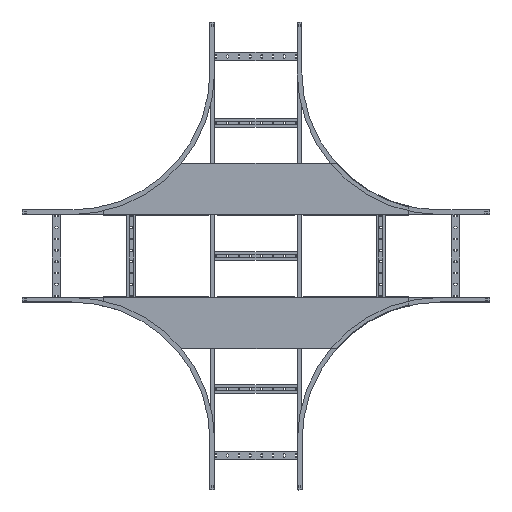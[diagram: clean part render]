
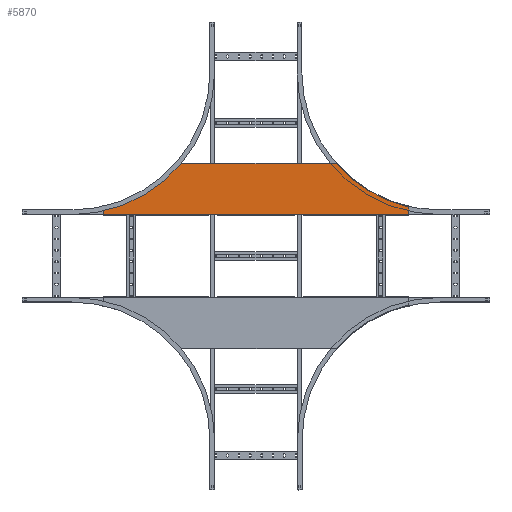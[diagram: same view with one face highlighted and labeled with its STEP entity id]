
A CAD part, top view. The second image highlights one B-rep face of the part: STEP entity #5870.
In plain terms, the highlighted face is planar.
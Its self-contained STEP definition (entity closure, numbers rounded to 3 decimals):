
#57 = DIRECTION ( 'NONE',  ( 0., 0., -1. ) ) ;
#313 = ORIENTED_EDGE ( 'NONE', *, *, #7596, .F. ) ;
#450 = CARTESIAN_POINT ( 'NONE',  ( 664.5, -1.2, -393.2 ) ) ;
#1055 = CARTESIAN_POINT ( 'NONE',  ( -798.677, -1.2, 226.8 ) ) ;
#1058 = DIRECTION ( 'NONE',  ( -1., 0., 0. ) ) ;
#1200 = DIRECTION ( 'NONE',  ( 0., 0., 1. ) ) ;
#1260 = CARTESIAN_POINT ( 'NONE',  ( 798.677, -1.2, 226.8 ) ) ;
#1346 = LINE ( 'NONE', #5490, #8338 ) ;
#1389 = VECTOR ( 'NONE', #57, 1000. ) ;
#1569 = EDGE_LOOP ( 'NONE', ( #313, #8077, #9346, #9190, #2373, #7700, #1763, #6112 ) ) ;
#1665 = VERTEX_POINT ( 'NONE', #2100 ) ;
#1763 = ORIENTED_EDGE ( 'NONE', *, *, #4256, .F. ) ;
#1875 = CARTESIAN_POINT ( 'NONE',  ( 349.051, -1.2, -173.2 ) ) ;
#1881 = VERTEX_POINT ( 'NONE', #4330 ) ;
#2083 = AXIS2_PLACEMENT_3D ( 'NONE', #1055, #9515, #8795 ) ;
#2100 = CARTESIAN_POINT ( 'NONE',  ( 664.5, -1.2, -363.823 ) ) ;
#2373 = ORIENTED_EDGE ( 'NONE', *, *, #8386, .F. ) ;
#2424 = CARTESIAN_POINT ( 'NONE',  ( 664.5, -1.2, -395.4 ) ) ;
#2528 = CARTESIAN_POINT ( 'NONE',  ( 660.647, -1.2, -358.957 ) ) ;
#2597 = CARTESIAN_POINT ( 'NONE',  ( -664.5, -1.2, -393.2 ) ) ;
#2790 = DIRECTION ( 'NONE',  ( 0., -1., 0. ) ) ;
#2870 = DIRECTION ( 'NONE',  ( 0., 0., 1. ) ) ;
#3110 = CIRCLE ( 'NONE', #8219, 601.8 ) ;
#3459 = EDGE_CURVE ( 'NONE', #3734, #3579, #1346, .T. ) ;
#3462 = VERTEX_POINT ( 'NONE', #2528 ) ;
#3540 = DIRECTION ( 'NONE',  ( 0., 0., -1. ) ) ;
#3579 = VERTEX_POINT ( 'NONE', #2597 ) ;
#3727 = VERTEX_POINT ( 'NONE', #450 ) ;
#3734 = VERTEX_POINT ( 'NONE', #8421 ) ;
#4228 = CARTESIAN_POINT ( 'NONE',  ( -798.677, -1.2, 226.8 ) ) ;
#4256 = EDGE_CURVE ( 'NONE', #4666, #3462, #3110, .T. ) ;
#4260 = DIRECTION ( 'NONE',  ( 0., -1., 0. ) ) ;
#4330 = CARTESIAN_POINT ( 'NONE',  ( -660.647, -1.2, -358.957 ) ) ;
#4666 = VERTEX_POINT ( 'NONE', #1875 ) ;
#4723 = CARTESIAN_POINT ( 'NONE',  ( -987., -1.2, -393.2 ) ) ;
#4890 = DIRECTION ( 'NONE',  ( -1., 0., 0. ) ) ;
#4915 = CARTESIAN_POINT ( 'NONE',  ( -560., -1.2, -173.2 ) ) ;
#4999 = CIRCLE ( 'NONE', #5949, 5. ) ;
#5372 = CIRCLE ( 'NONE', #2083, 601.8 ) ;
#5490 = CARTESIAN_POINT ( 'NONE',  ( -664.5, -1.2, 226.8 ) ) ;
#5678 = EDGE_CURVE ( 'NONE', #4666, #8491, #5848, .T. ) ;
#5816 = VECTOR ( 'NONE', #4890, 1000. ) ;
#5848 = LINE ( 'NONE', #4915, #7296 ) ;
#5870 = ADVANCED_FACE ( 'NONE', ( #6555 ), #8894, .F. ) ;
#5949 = AXIS2_PLACEMENT_3D ( 'NONE', #8043, #4260, #8830 ) ;
#6112 = ORIENTED_EDGE ( 'NONE', *, *, #5678, .T. ) ;
#6247 = AXIS2_PLACEMENT_3D ( 'NONE', #7398, #6673, #2870 ) ;
#6555 = FACE_OUTER_BOUND ( 'NONE', #1569, .T. ) ;
#6673 = DIRECTION ( 'NONE',  ( 0., -1., 0. ) ) ;
#6855 = EDGE_CURVE ( 'NONE', #3727, #3579, #7632, .T. ) ;
#7296 = VECTOR ( 'NONE', #1058, 1000. ) ;
#7398 = CARTESIAN_POINT ( 'NONE',  ( -659.5, -1.2, -363.823 ) ) ;
#7596 = EDGE_CURVE ( 'NONE', #1881, #8491, #5372, .T. ) ;
#7632 = LINE ( 'NONE', #4723, #5816 ) ;
#7700 = ORIENTED_EDGE ( 'NONE', *, *, #8671, .T. ) ;
#7914 = DIRECTION ( 'NONE',  ( 0., 0., -1. ) ) ;
#7979 = CARTESIAN_POINT ( 'NONE',  ( -349.051, -1.2, -173.2 ) ) ;
#8043 = CARTESIAN_POINT ( 'NONE',  ( 659.5, -1.2, -363.823 ) ) ;
#8077 = ORIENTED_EDGE ( 'NONE', *, *, #9861, .T. ) ;
#8219 = AXIS2_PLACEMENT_3D ( 'NONE', #1260, #2790, #3540 ) ;
#8338 = VECTOR ( 'NONE', #7914, 1000. ) ;
#8386 = EDGE_CURVE ( 'NONE', #1665, #3727, #9626, .T. ) ;
#8421 = CARTESIAN_POINT ( 'NONE',  ( -664.5, -1.2, -363.823 ) ) ;
#8491 = VERTEX_POINT ( 'NONE', #7979 ) ;
#8671 = EDGE_CURVE ( 'NONE', #1665, #3462, #4999, .T. ) ;
#8795 = DIRECTION ( 'NONE',  ( 0., 0., 1. ) ) ;
#8830 = DIRECTION ( 'NONE',  ( 0., 0., 1. ) ) ;
#8894 = PLANE ( 'NONE',  #9477 ) ;
#9190 = ORIENTED_EDGE ( 'NONE', *, *, #6855, .F. ) ;
#9346 = ORIENTED_EDGE ( 'NONE', *, *, #3459, .T. ) ;
#9477 = AXIS2_PLACEMENT_3D ( 'NONE', #4228, #9687, #1200 ) ;
#9515 = DIRECTION ( 'NONE',  ( 0., -1., 0. ) ) ;
#9626 = LINE ( 'NONE', #2424, #1389 ) ;
#9687 = DIRECTION ( 'NONE',  ( 0., 1., 0. ) ) ;
#9861 = EDGE_CURVE ( 'NONE', #1881, #3734, #9964, .T. ) ;
#9964 = CIRCLE ( 'NONE', #6247, 5. ) ;
